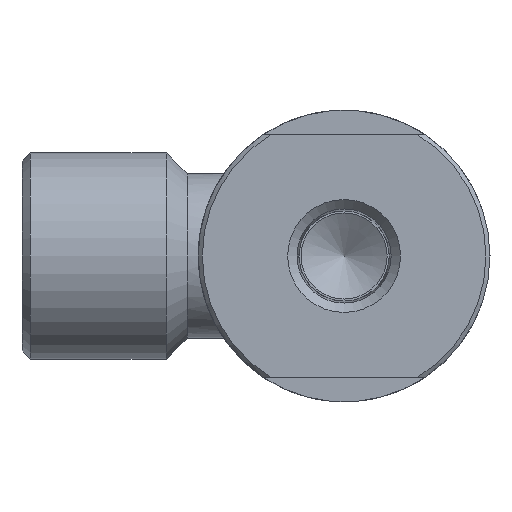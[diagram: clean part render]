
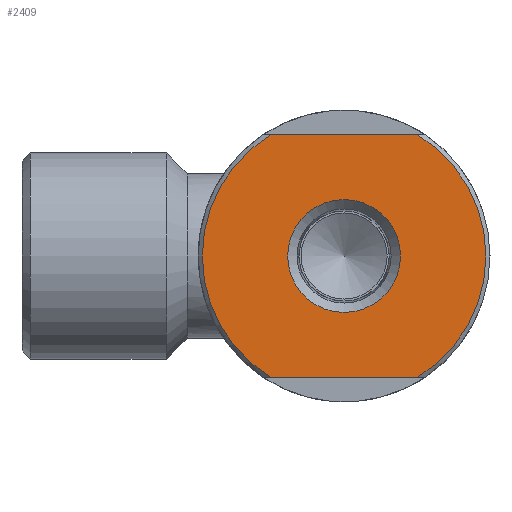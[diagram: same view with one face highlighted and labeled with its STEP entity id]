
A CAD part, left-side view. The second image highlights one B-rep face of the part: STEP entity #2409.
In plain terms, the highlighted planar face has unit normal (-1, 0, 0).
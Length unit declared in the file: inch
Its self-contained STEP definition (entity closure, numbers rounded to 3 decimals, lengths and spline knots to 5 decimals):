
#137=FACE_BOUND('',#537,.T.);
#252=CIRCLE('',#2599,0.205);
#261=CIRCLE('',#2617,0.515);
#262=CIRCLE('',#2619,0.515);
#399=FACE_OUTER_BOUND('',#536,.T.);
#536=EDGE_LOOP('',(#2211,#2212,#2213,#2214));
#537=EDGE_LOOP('',(#2215));
#729=LINE('',#4401,#905);
#733=LINE('',#4420,#909);
#905=VECTOR('',#3183,0.53526);
#909=VECTOR('',#3193,0.53526);
#1126=VERTEX_POINT('',#4377);
#1133=VERTEX_POINT('',#4396);
#1134=VERTEX_POINT('',#4400);
#1139=VERTEX_POINT('',#4415);
#1140=VERTEX_POINT('',#4419);
#1480=EDGE_CURVE('',#1126,#1126,#252,.T.);
#1488=EDGE_CURVE('',#1134,#1133,#729,.T.);
#1495=EDGE_CURVE('',#1140,#1139,#733,.T.);
#1501=EDGE_CURVE('',#1134,#1139,#261,.T.);
#1502=EDGE_CURVE('',#1140,#1133,#262,.T.);
#2211=ORIENTED_EDGE('',*,*,#1488,.T.);
#2212=ORIENTED_EDGE('',*,*,#1502,.F.);
#2213=ORIENTED_EDGE('',*,*,#1495,.T.);
#2214=ORIENTED_EDGE('',*,*,#1501,.F.);
#2215=ORIENTED_EDGE('',*,*,#1480,.T.);
#2296=PLANE('',#2618);
#2409=ADVANCED_FACE('',(#399,#137),#2296,.T.);
#2599=AXIS2_PLACEMENT_3D('',#4378,#3161,#3162);
#2617=AXIS2_PLACEMENT_3D('',#4432,#3205,#3206);
#2618=AXIS2_PLACEMENT_3D('',#4433,#3207,#3208);
#2619=AXIS2_PLACEMENT_3D('',#4434,#3209,#3210);
#3161=DIRECTION('center_axis',(1.,0.,0.));
#3162=DIRECTION('ref_axis',(0.,-1.,0.));
#3183=DIRECTION('',(0.,-1.,0.));
#3193=DIRECTION('',(0.,1.,0.));
#3205=DIRECTION('center_axis',(1.,0.,0.));
#3206=DIRECTION('ref_axis',(0.,1.,0.));
#3207=DIRECTION('center_axis',(-1.,0.,0.));
#3208=DIRECTION('ref_axis',(0.,0.,1.));
#3209=DIRECTION('center_axis',(1.,0.,0.));
#3210=DIRECTION('ref_axis',(0.,1.,0.));
#4377=CARTESIAN_POINT('',(0.,-0.205,0.));
#4378=CARTESIAN_POINT('Origin',(0.,0.,
0.));
#4396=CARTESIAN_POINT('',(0.,-0.26763,-0.44));
#4400=CARTESIAN_POINT('',(0.,0.26763,-0.44));
#4401=CARTESIAN_POINT('',(0.,-0.07659,-0.44));
#4415=CARTESIAN_POINT('',(0.,0.26763,0.44));
#4419=CARTESIAN_POINT('',(0.,-0.26763,0.44));
#4420=CARTESIAN_POINT('',(0.,0.36266,0.44));
#4432=CARTESIAN_POINT('Origin',(0.,0.,0.));
#4433=CARTESIAN_POINT('Origin',(0.,0.2575,0.));
#4434=CARTESIAN_POINT('Origin',(0.,0.,0.));
